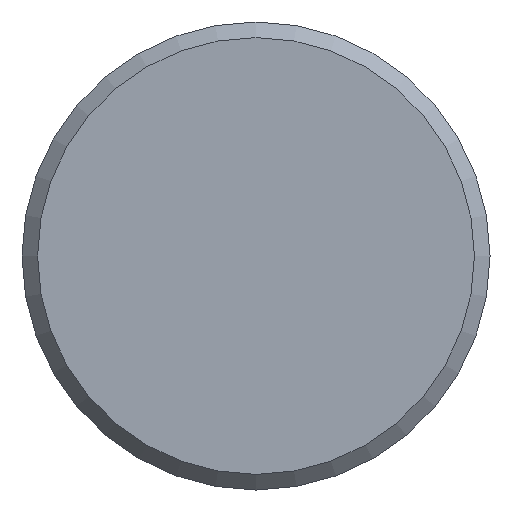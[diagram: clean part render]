
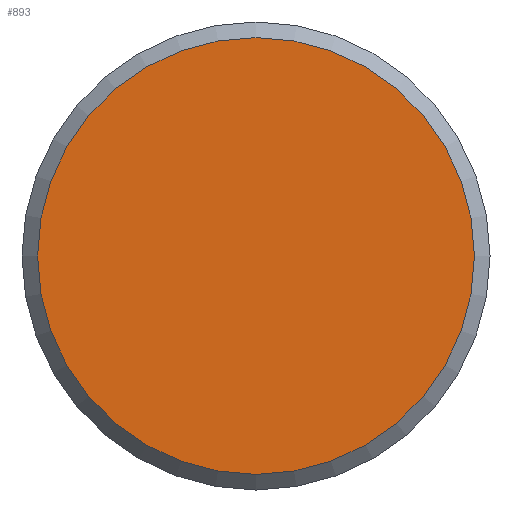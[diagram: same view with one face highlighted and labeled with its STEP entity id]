
A CAD part, front view. The second image highlights one B-rep face of the part: STEP entity #893.
In plain terms, the highlighted planar face has unit normal (0, -1, 0).
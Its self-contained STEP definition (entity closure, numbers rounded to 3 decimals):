
#63=PLANE('',#1022);
#106=FACE_OUTER_BOUND('',#176,.T.);
#176=EDGE_LOOP('',(#691));
#325=CIRCLE('',#1021,14.);
#400=VERTEX_POINT('',#1556);
#500=EDGE_CURVE('',#400,#400,#325,.T.);
#691=ORIENTED_EDGE('',*,*,#500,.T.);
#893=ADVANCED_FACE('',(#106),#63,.T.);
#1021=AXIS2_PLACEMENT_3D('',#1557,#1267,#1268);
#1022=AXIS2_PLACEMENT_3D('',#1559,#1270,#1271);
#1267=DIRECTION('center_axis',(0.,-1.,0.));
#1268=DIRECTION('ref_axis',(1.,0.,0.));
#1270=DIRECTION('center_axis',(0.,-1.,0.));
#1271=DIRECTION('ref_axis',(0.,0.,-1.));
#1556=CARTESIAN_POINT('',(-14.,-1.5,0.));
#1557=CARTESIAN_POINT('Origin',(0.,-1.5,0.));
#1559=CARTESIAN_POINT('Origin',(7.,-1.5,0.));
